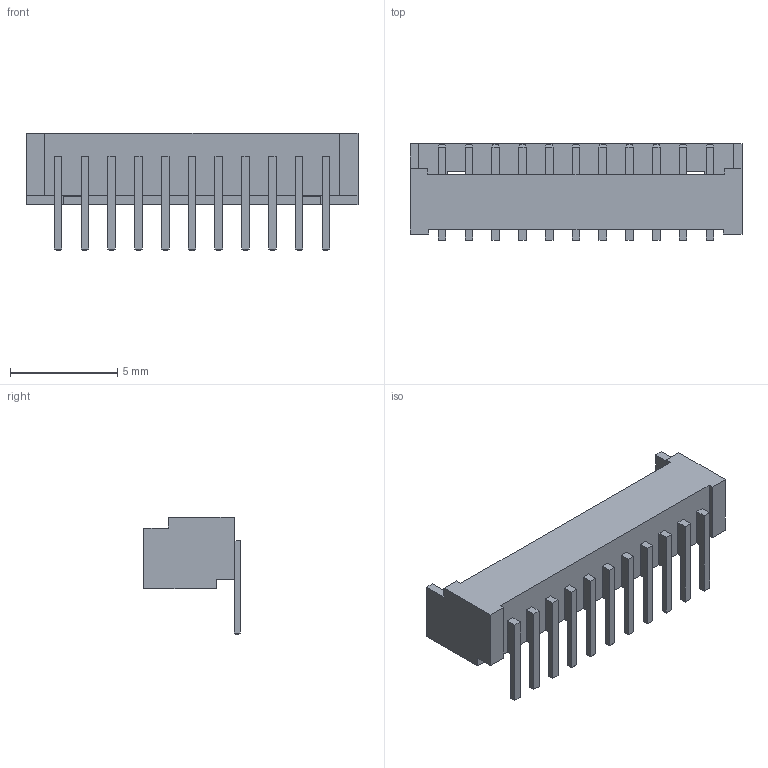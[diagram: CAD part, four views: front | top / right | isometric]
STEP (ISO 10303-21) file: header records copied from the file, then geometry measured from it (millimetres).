
FILE_DESCRIPTION(/* description */ ('Unknown'),/* implementation_level */ '2;1');
FILE_NAME(/* name */ 'JST - GH - Thru (R) - 11Pin - 1.25mm',/* time_stamp */ '2018-11-26T16:31:58-05:00',/* author */ ('Unknown'),/* organization */ ('Unknown'),/* preprocessor_version */ 'ST-DEVELOPER v16.7',/* originating_system */ 'DEX',/* authorisation */ $);
FILE_SCHEMA (('AP242_MANAGED_MODEL_BASED_3D_ENGINEERING_MIM_LF { 1 0 10303 442 1 1 4 }','AUTOMOTIVE_DESIGN {1 0 10303 214 3 1 1}'));
Length unit declared in the file: millimetre
Products named in the file (1): JST - GH - Thru (R) - 11Pin - 1.25mm
Bounding box: 15.5 x 4.5 x 5.49 mm (x, y, z)
Volume: 92.6 mm3; surface area: 416.6 mm2
Topology: 1 solids, 21 shells, 424 faces, 1004 edges, 640 vertices
Faces by surface type: plane 385, bspline 39
Entity records: 16047 total; most frequent: CARTESIAN_POINT 3968, ORIENTED_EDGE 2000, DIRECTION 1508, EDGE_CURVE 1000, LINE 736, VECTOR 736, VERTEX_POINT 640, EDGE_LOOP 462
